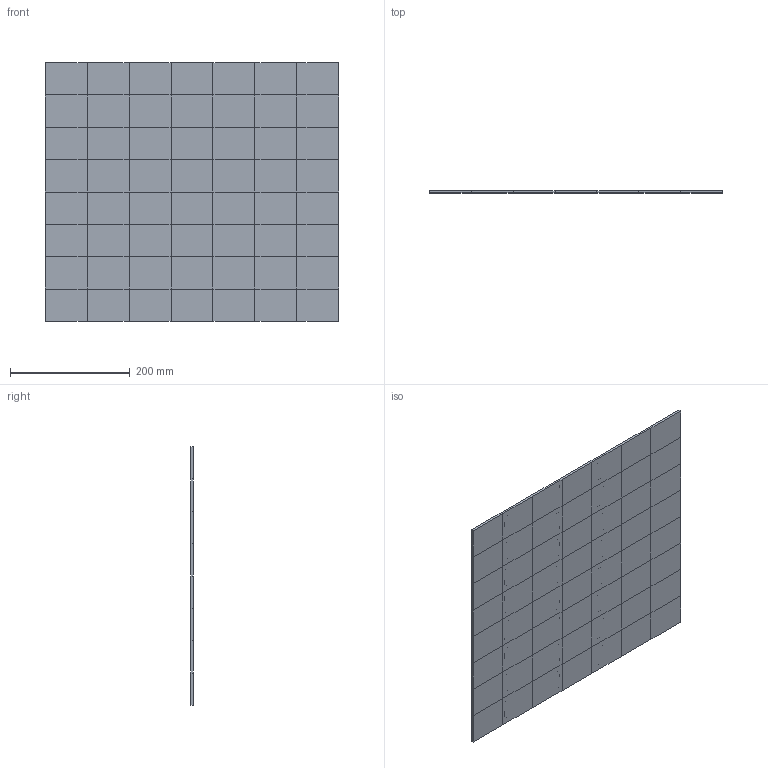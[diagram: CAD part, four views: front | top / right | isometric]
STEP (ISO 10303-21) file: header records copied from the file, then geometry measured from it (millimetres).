
FILE_DESCRIPTION(/* description */ (''),/* implementation_level */ '2;1');
FILE_NAME(/* name */ 'board.step',/* time_stamp */ '2019-06-16T23:25:32+02:00',/* author */ ('kacpersyn'),/* organization */ (''),/* preprocessor_version */ 'ST-DEVELOPER v17.2',/* originating_system */ 'Autodesk Translation Framework v7.6.0.251',/* authorisation */ '');
FILE_SCHEMA (('AUTOMOTIVE_DESIGN { 1 0 10303 214 3 1 1 }'));
Length unit declared in the file: millimetre
Products named in the file (1): test
Bounding box: 490 x 4 x 432 mm (x, y, z)
Volume: 618240 mm3; surface area: 499968 mm2
Topology: 56 solids, 56 shells, 616 faces, 1344 edges, 896 vertices
Faces by surface type: plane 616
Entity records: 16486 total; most frequent: CARTESIAN_POINT 2857, ORIENTED_EDGE 2688, DIRECTION 2578, LINE 1344, VECTOR 1344, EDGE_CURVE 1344, VERTEX_POINT 896, EDGE_LOOP 672
